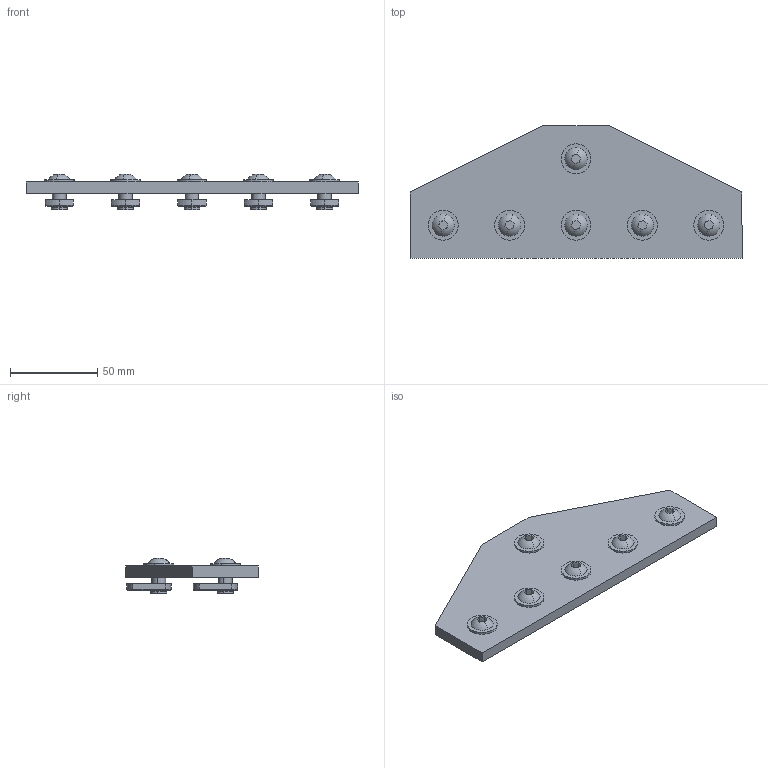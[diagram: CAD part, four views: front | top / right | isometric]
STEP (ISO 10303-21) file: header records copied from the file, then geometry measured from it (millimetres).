
FILE_DESCRIPTION (( 'STEP AP203' ), '1' );
FILE_NAME ('653144.SLDASM.step', '2003-10-13T11:26:03', ( 'Jerry Winters' ), ( 'GoEngineer' ), 'SwSTEP 2.0', 'SolidWorks 2003174', '' );
FILE_SCHEMA (( 'CONFIG_CONTROL_DESIGN' ));
Length unit declared in the file: inch
Products named in the file (5): 653144.SLDASM; Joining Plate (Tee)_653144; 651129; FBHSCS_651134; 651097
Assembly tree (9 placements, depth 3):
  653144.SLDASM
    651129  x6
      FBHSCS_651134
      651097
    Joining Plate (Tee)_653144
Bounding box: 190.5 x 76.2 x 20.27 mm (x, y, z)
Volume: 86523.7 mm3; surface area: 39269 mm2
Topology: 13 solids, 13 shells, 230 faces, 504 edges, 318 vertices
Faces by surface type: plane 98, cylinder 90, torus 30, sphere 12
Entity records: 2332 total; most frequent: DIRECTION 325, CARTESIAN_POINT 300, ORIENTED_EDGE 258, AXIS2_PLACEMENT_3D 132, EDGE_CURVE 129, VERTEX_POINT 83, EDGE_LOOP 72, CIRCLE 64
